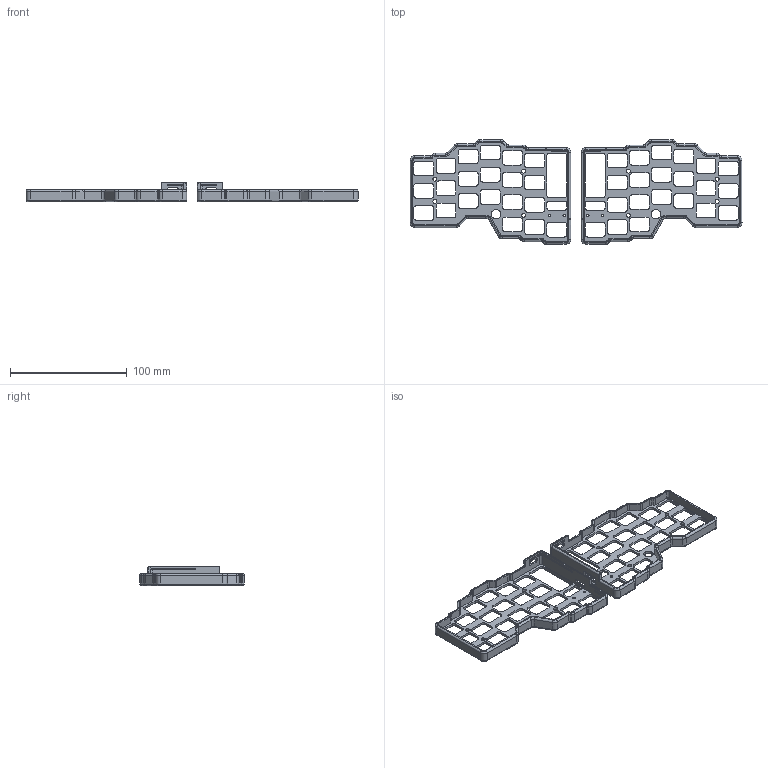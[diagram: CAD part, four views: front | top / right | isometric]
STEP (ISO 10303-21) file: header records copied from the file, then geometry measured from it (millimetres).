
FILE_DESCRIPTION(/* description */ (''),/* implementation_level */ '2;1');
FILE_NAME(/* name */ 'mriya-bumper-mjf-v1.14.step',/* time_stamp */ '2025-02-12T01:11:14+03:00',/* author */ (''),/* organization */ (''),/* preprocessor_version */ 'ST-DEVELOPER v20',/* originating_system */ 'Autodesk Translation Framework v13.14.0.145',/* authorisation */ '');
FILE_SCHEMA (('AUTOMOTIVE_DESIGN { 1 0 10303 214 3 1 1 }'));
Length unit declared in the file: millimetre
Products named in the file (1): mriya-bumper-mjf
Bounding box: 284.4 x 89.5 x 17 mm (x, y, z)
Volume: 38476 mm3; surface area: 42050.5 mm2
Topology: 2 solids, 2 shells, 1026 faces, 2786 edges, 1776 vertices
Faces by surface type: cylinder 498, plane 398, torus 104, bspline 24, cone 2
Full cylindrical faces by diameter (mm): 2.2 x4, 3.4 x8, 4.2 x4, 8 x2
Entity records: 33251 total; most frequent: CARTESIAN_POINT 6217, DIRECTION 5910, ORIENTED_EDGE 5572, EDGE_CURVE 2786, AXIS2_PLACEMENT_3D 2137, VERTEX_POINT 1776, LINE 1636, VECTOR 1636
